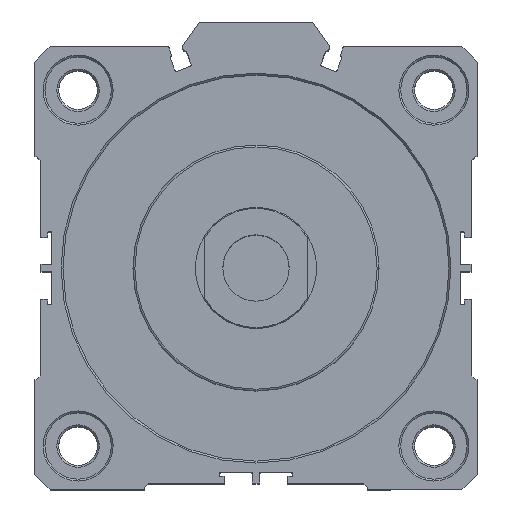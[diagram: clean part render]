
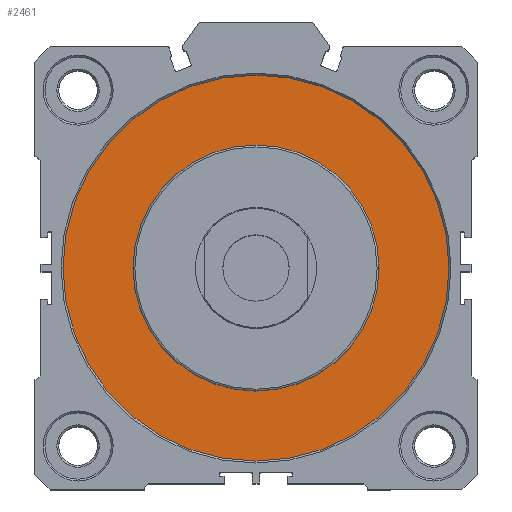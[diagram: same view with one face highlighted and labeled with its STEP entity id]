
A CAD part, top view. The second image highlights one B-rep face of the part: STEP entity #2461.
In plain terms, the highlighted planar face has unit normal (0, 0, 1).
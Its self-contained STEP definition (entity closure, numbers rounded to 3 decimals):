
#97 = DIRECTION ( 'NONE',  ( 1., 0., 0. ) ) ;
#227 = AXIS2_PLACEMENT_3D ( 'NONE', #2895, #7323, #3543 ) ;
#489 = ORIENTED_EDGE ( 'NONE', *, *, #1034, .F. ) ;
#660 = CIRCLE ( 'NONE', #227, 32.5 ) ;
#729 = EDGE_CURVE ( 'NONE', #7335, #795, #1159, .T. ) ;
#795 = VERTEX_POINT ( 'NONE', #2646 ) ;
#878 = VERTEX_POINT ( 'NONE', #3340 ) ;
#927 = ORIENTED_EDGE ( 'NONE', *, *, #729, .F. ) ;
#929 = CARTESIAN_POINT ( 'NONE',  ( 0., 0., 28.5 ) ) ;
#964 = CARTESIAN_POINT ( 'NONE',  ( 51., 0., 28.5 ) ) ;
#1034 = EDGE_CURVE ( 'NONE', #795, #7335, #660, .T. ) ;
#1096 = DIRECTION ( 'NONE',  ( 0., 0., 1. ) ) ;
#1159 = CIRCLE ( 'NONE', #2511, 32.5 ) ;
#1836 = CIRCLE ( 'NONE', #4019, 51. ) ;
#2008 = CIRCLE ( 'NONE', #3963, 51. ) ;
#2137 = VERTEX_POINT ( 'NONE', #964 ) ;
#2461 = ADVANCED_FACE ( 'NONE', ( #5504, #3642 ), #7941, .T. ) ;
#2511 = AXIS2_PLACEMENT_3D ( 'NONE', #3370, #7793, #3988 ) ;
#2545 = DIRECTION ( 'NONE',  ( 0., 0., 1. ) ) ;
#2646 = CARTESIAN_POINT ( 'NONE',  ( 32.5, 0., 28.5 ) ) ;
#2782 = AXIS2_PLACEMENT_3D ( 'NONE', #929, #3873, #97 ) ;
#2895 = CARTESIAN_POINT ( 'NONE',  ( 0., 0., 28.5 ) ) ;
#3340 = CARTESIAN_POINT ( 'NONE',  ( -51., 0., 28.5 ) ) ;
#3370 = CARTESIAN_POINT ( 'NONE',  ( 0., 0., 28.5 ) ) ;
#3543 = DIRECTION ( 'NONE',  ( 1., 0., 0. ) ) ;
#3642 = FACE_OUTER_BOUND ( 'NONE', #3762, .T. ) ;
#3762 = EDGE_LOOP ( 'NONE', ( #6234, #7997 ) ) ;
#3873 = DIRECTION ( 'NONE',  ( 0., 0., 1. ) ) ;
#3963 = AXIS2_PLACEMENT_3D ( 'NONE', #6320, #2545, #6949 ) ;
#3988 = DIRECTION ( 'NONE',  ( 1., 0., 0. ) ) ;
#4019 = AXIS2_PLACEMENT_3D ( 'NONE', #4881, #1096, #5518 ) ;
#4080 = EDGE_CURVE ( 'NONE', #878, #2137, #2008, .T. ) ;
#4445 = EDGE_LOOP ( 'NONE', ( #927, #489 ) ) ;
#4881 = CARTESIAN_POINT ( 'NONE',  ( 0., 0., 28.5 ) ) ;
#5342 = EDGE_CURVE ( 'NONE', #2137, #878, #1836, .T. ) ;
#5504 = FACE_BOUND ( 'NONE', #4445, .T. ) ;
#5518 = DIRECTION ( 'NONE',  ( 1., 0., 0. ) ) ;
#6234 = ORIENTED_EDGE ( 'NONE', *, *, #5342, .T. ) ;
#6320 = CARTESIAN_POINT ( 'NONE',  ( 0., 0., 28.5 ) ) ;
#6949 = DIRECTION ( 'NONE',  ( 1., 0., 0. ) ) ;
#7316 = CARTESIAN_POINT ( 'NONE',  ( -32.5, 0., 28.5 ) ) ;
#7323 = DIRECTION ( 'NONE',  ( 0., 0., 1. ) ) ;
#7335 = VERTEX_POINT ( 'NONE', #7316 ) ;
#7793 = DIRECTION ( 'NONE',  ( 0., 0., 1. ) ) ;
#7941 = PLANE ( 'NONE',  #2782 ) ;
#7997 = ORIENTED_EDGE ( 'NONE', *, *, #4080, .T. ) ;
